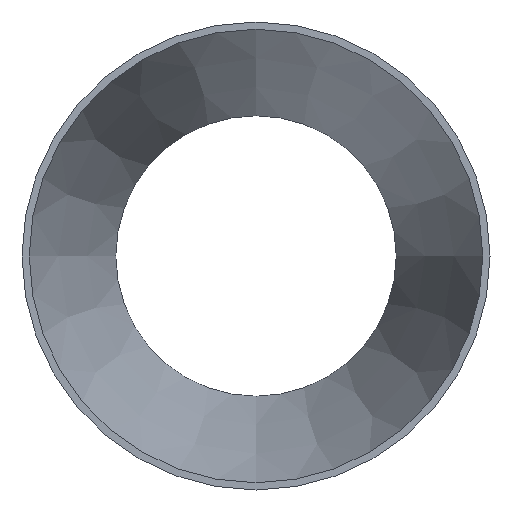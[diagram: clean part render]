
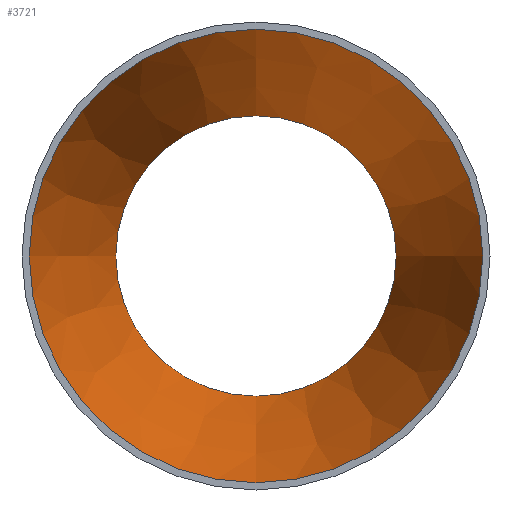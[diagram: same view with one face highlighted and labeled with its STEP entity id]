
A CAD part, front view. The second image highlights one B-rep face of the part: STEP entity #3721.
In plain terms, the highlighted conical face has half-angle 15.496 degrees and reference radius 129.349 mm.
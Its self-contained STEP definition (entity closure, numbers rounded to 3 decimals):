
#1566 = FACE_BOUND ( 'NONE', #21258, .T. ) ;
#2111 = FACE_OUTER_BOUND ( 'NONE', #26505, .T. ) ;
#2734 = CARTESIAN_POINT ( 'NONE',  ( 0., 0., -129.349 ) ) ;
#3093 = VERTEX_POINT ( 'NONE', #5710 ) ;
#3721 = ADVANCED_FACE ( 'NONE', ( #1566, #2111 ), #20617, .F. ) ;
#4594 = AXIS2_PLACEMENT_3D ( 'NONE', #21832, #21286, #18514 ) ;
#4740 = DIRECTION ( 'NONE',  ( 0., -1., 0. ) ) ;
#5710 = CARTESIAN_POINT ( 'NONE',  ( 0., 178., -79.999 ) ) ;
#6719 = CIRCLE ( 'NONE', #23919, 79.999 ) ;
#7542 = CARTESIAN_POINT ( 'NONE',  ( 0., 0., 0. ) ) ;
#8714 = VERTEX_POINT ( 'NONE', #2734 ) ;
#13317 = DIRECTION ( 'NONE',  ( 0., 0., -1. ) ) ;
#16029 = EDGE_CURVE ( 'NONE', #3093, #3093, #6719, .T. ) ;
#18514 = DIRECTION ( 'NONE',  ( 0., 0., -1. ) ) ;
#20399 = ORIENTED_EDGE ( 'NONE', *, *, #33942, .T. ) ;
#20617 = CONICAL_SURFACE ( 'NONE', #4594, 129.349, 0.27 ) ;
#21258 = EDGE_LOOP ( 'NONE', ( #24684 ) ) ;
#21286 = DIRECTION ( 'NONE',  ( 0., -1., 0. ) ) ;
#21832 = CARTESIAN_POINT ( 'NONE',  ( 0., 0., 0. ) ) ;
#23919 = AXIS2_PLACEMENT_3D ( 'NONE', #34629, #26439, #29054 ) ;
#24684 = ORIENTED_EDGE ( 'NONE', *, *, #16029, .F. ) ;
#26439 = DIRECTION ( 'NONE',  ( 0., -1., 0. ) ) ;
#26505 = EDGE_LOOP ( 'NONE', ( #20399 ) ) ;
#29054 = DIRECTION ( 'NONE',  ( 0., 0., -1. ) ) ;
#33188 = AXIS2_PLACEMENT_3D ( 'NONE', #7542, #4740, #13317 ) ;
#33792 = CIRCLE ( 'NONE', #33188, 129.349 ) ;
#33942 = EDGE_CURVE ( 'NONE', #8714, #8714, #33792, .T. ) ;
#34629 = CARTESIAN_POINT ( 'NONE',  ( 0., 178., 0. ) ) ;
